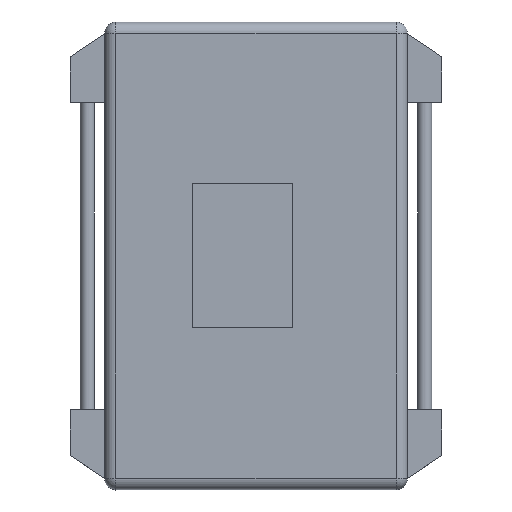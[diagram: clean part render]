
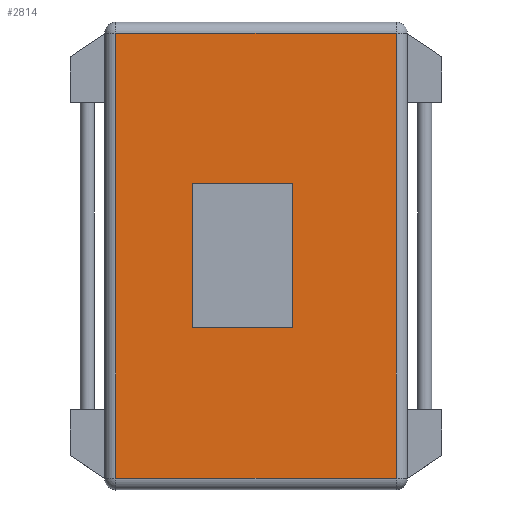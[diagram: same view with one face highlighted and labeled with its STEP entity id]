
A CAD part, top view. The second image highlights one B-rep face of the part: STEP entity #2814.
In plain terms, the highlighted planar face has unit normal (0, 0, 1).
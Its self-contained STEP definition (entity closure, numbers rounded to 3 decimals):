
#58=FACE_BOUND('',#458,.T.);
#136=PLANE('',#3036);
#282=FACE_OUTER_BOUND('',#457,.T.);
#457=EDGE_LOOP('',(#2387,#2388,#2389,#2390));
#458=EDGE_LOOP('',(#2391,#2392,#2393,#2394));
#720=LINE('',#4325,#1064);
#722=LINE('',#4333,#1066);
#724=LINE('',#4343,#1068);
#726=LINE('',#4352,#1070);
#734=LINE('',#4378,#1078);
#735=LINE('',#4380,#1079);
#736=LINE('',#4382,#1080);
#737=LINE('',#4383,#1081);
#1064=VECTOR('',#3528,10.);
#1066=VECTOR('',#3536,10.);
#1068=VECTOR('',#3548,10.);
#1070=VECTOR('',#3560,10.);
#1078=VECTOR('',#3590,10.);
#1079=VECTOR('',#3591,10.);
#1080=VECTOR('',#3592,10.);
#1081=VECTOR('',#3593,10.);
#1407=VERTEX_POINT('',#4318);
#1410=VERTEX_POINT('',#4323);
#1413=VERTEX_POINT('',#4331);
#1416=VERTEX_POINT('',#4341);
#1424=VERTEX_POINT('',#4376);
#1425=VERTEX_POINT('',#4377);
#1426=VERTEX_POINT('',#4379);
#1427=VERTEX_POINT('',#4381);
#1738=EDGE_CURVE('',#1410,#1407,#720,.T.);
#1742=EDGE_CURVE('',#1413,#1410,#722,.T.);
#1747=EDGE_CURVE('',#1416,#1413,#724,.T.);
#1752=EDGE_CURVE('',#1407,#1416,#726,.T.);
#1764=EDGE_CURVE('',#1424,#1425,#734,.T.);
#1765=EDGE_CURVE('',#1425,#1426,#735,.T.);
#1766=EDGE_CURVE('',#1426,#1427,#736,.T.);
#1767=EDGE_CURVE('',#1427,#1424,#737,.T.);
#2387=ORIENTED_EDGE('',*,*,#1738,.F.);
#2388=ORIENTED_EDGE('',*,*,#1742,.F.);
#2389=ORIENTED_EDGE('',*,*,#1747,.F.);
#2390=ORIENTED_EDGE('',*,*,#1752,.F.);
#2391=ORIENTED_EDGE('',*,*,#1764,.T.);
#2392=ORIENTED_EDGE('',*,*,#1765,.T.);
#2393=ORIENTED_EDGE('',*,*,#1766,.T.);
#2394=ORIENTED_EDGE('',*,*,#1767,.T.);
#2814=ADVANCED_FACE('',(#282,#58),#136,.T.);
#3036=AXIS2_PLACEMENT_3D('',#4375,#3588,#3589);
#3528=DIRECTION('',(0.,-1.,0.));
#3536=DIRECTION('',(1.,0.,0.));
#3548=DIRECTION('',(0.,1.,0.));
#3560=DIRECTION('',(-1.,0.,0.));
#3588=DIRECTION('center_axis',(0.,0.,1.));
#3589=DIRECTION('ref_axis',(1.,0.,0.));
#3590=DIRECTION('',(-1.,0.,0.));
#3591=DIRECTION('',(0.,1.,0.));
#3592=DIRECTION('',(1.,0.,0.));
#3593=DIRECTION('',(0.,-1.,0.));
#4318=CARTESIAN_POINT('',(24.4,-38.75,34.5));
#4323=CARTESIAN_POINT('',(24.4,38.75,34.5));
#4325=CARTESIAN_POINT('',(24.4,-19.375,34.5));
#4331=CARTESIAN_POINT('',(-24.4,38.75,34.5));
#4333=CARTESIAN_POINT('',(12.2,38.75,34.5));
#4341=CARTESIAN_POINT('',(-24.4,-38.75,34.5));
#4343=CARTESIAN_POINT('',(-24.4,19.375,34.5));
#4352=CARTESIAN_POINT('',(-12.2,-38.75,34.5));
#4375=CARTESIAN_POINT('Origin',(0.,0.,
34.5));
#4376=CARTESIAN_POINT('',(6.4,-12.53,34.5));
#4377=CARTESIAN_POINT('',(-11.1,-12.53,34.5));
#4378=CARTESIAN_POINT('',(6.4,-12.53,34.5));
#4379=CARTESIAN_POINT('',(-11.1,12.57,34.5));
#4380=CARTESIAN_POINT('',(-11.1,-12.53,34.5));
#4381=CARTESIAN_POINT('',(6.4,12.57,34.5));
#4382=CARTESIAN_POINT('',(-11.1,12.57,34.5));
#4383=CARTESIAN_POINT('',(6.4,12.57,34.5));
